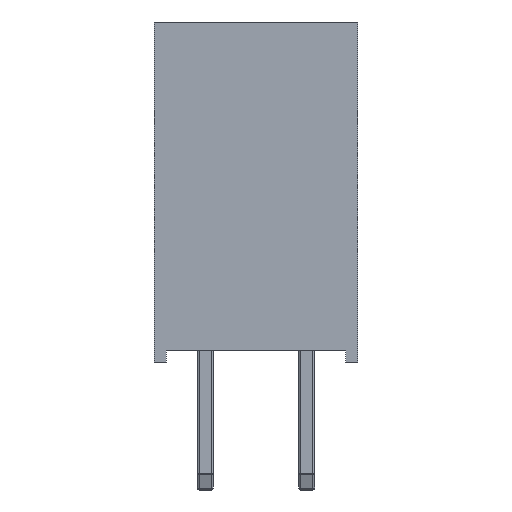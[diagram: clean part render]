
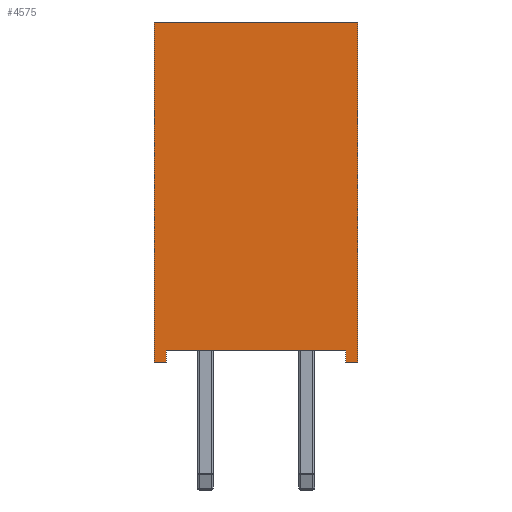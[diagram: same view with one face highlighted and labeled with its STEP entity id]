
A CAD part, left-side view. The second image highlights one B-rep face of the part: STEP entity #4575.
In plain terms, the highlighted planar face has unit normal (-1, 0, 0).
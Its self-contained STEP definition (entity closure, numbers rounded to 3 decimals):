
#602=FACE_OUTER_BOUND('',#892,.T.);
#892=EDGE_LOOP('',(#2952,#2953,#2954,#2955,#2956,#2957,#2958,#2959));
#1214=LINE('',#7118,#1562);
#1215=LINE('',#7121,#1563);
#1217=LINE('',#7125,#1565);
#1218=LINE('',#7127,#1566);
#1219=LINE('',#7129,#1567);
#1220=LINE('',#7131,#1568);
#1221=LINE('',#7133,#1569);
#1222=LINE('',#7134,#1570);
#1562=VECTOR('',#5551,10.);
#1563=VECTOR('',#5554,10.);
#1565=VECTOR('',#5558,10.);
#1566=VECTOR('',#5559,10.);
#1567=VECTOR('',#5560,10.);
#1568=VECTOR('',#5561,10.);
#1569=VECTOR('',#5562,10.);
#1570=VECTOR('',#5563,10.);
#1908=VERTEX_POINT('',#7114);
#1909=VERTEX_POINT('',#7116);
#1910=VERTEX_POINT('',#7120);
#1911=VERTEX_POINT('',#7124);
#1912=VERTEX_POINT('',#7126);
#1913=VERTEX_POINT('',#7128);
#1914=VERTEX_POINT('',#7130);
#1915=VERTEX_POINT('',#7132);
#2286=EDGE_CURVE('',#1908,#1909,#1214,.T.);
#2287=EDGE_CURVE('',#1910,#1908,#1215,.T.);
#2289=EDGE_CURVE('',#1909,#1911,#1217,.T.);
#2290=EDGE_CURVE('',#1911,#1912,#1218,.T.);
#2291=EDGE_CURVE('',#1912,#1913,#1219,.T.);
#2292=EDGE_CURVE('',#1913,#1914,#1220,.T.);
#2293=EDGE_CURVE('',#1915,#1914,#1221,.T.);
#2294=EDGE_CURVE('',#1910,#1915,#1222,.T.);
#2952=ORIENTED_EDGE('',*,*,#2289,.T.);
#2953=ORIENTED_EDGE('',*,*,#2290,.T.);
#2954=ORIENTED_EDGE('',*,*,#2291,.T.);
#2955=ORIENTED_EDGE('',*,*,#2292,.T.);
#2956=ORIENTED_EDGE('',*,*,#2293,.F.);
#2957=ORIENTED_EDGE('',*,*,#2294,.F.);
#2958=ORIENTED_EDGE('',*,*,#2287,.T.);
#2959=ORIENTED_EDGE('',*,*,#2286,.T.);
#4246=PLANE('',#4919);
#4575=ADVANCED_FACE('',(#602),#4246,.T.);
#4919=AXIS2_PLACEMENT_3D('',#7123,#5556,#5557);
#5551=DIRECTION('',(0.,0.,1.));
#5554=DIRECTION('',(0.,-1.,0.));
#5556=DIRECTION('center_axis',(-1.,0.,0.));
#5557=DIRECTION('ref_axis',(0.,-1.,0.));
#5558=DIRECTION('',(0.,-1.,0.));
#5559=DIRECTION('',(0.,0.,-1.));
#5560=DIRECTION('',(0.,-1.,0.));
#5561=DIRECTION('',(0.,0.,1.));
#5562=DIRECTION('',(0.,-1.,0.));
#5563=DIRECTION('',(0.,0.,1.));
#7114=CARTESIAN_POINT('',(-1.27,3.51,0.));
#7116=CARTESIAN_POINT('',(-1.27,3.51,0.3));
#7118=CARTESIAN_POINT('',(-1.27,3.51,0.));
#7120=CARTESIAN_POINT('',(-1.27,3.81,0.));
#7121=CARTESIAN_POINT('',(-1.27,3.81,0.));
#7123=CARTESIAN_POINT('Origin',(-1.27,1.27,0.));
#7124=CARTESIAN_POINT('',(-1.27,-0.97,0.3));
#7125=CARTESIAN_POINT('',(-1.27,1.27,0.3));
#7126=CARTESIAN_POINT('',(-1.27,-0.97,0.));
#7127=CARTESIAN_POINT('',(-1.27,-0.97,0.));
#7128=CARTESIAN_POINT('',(-1.27,-1.27,0.));
#7129=CARTESIAN_POINT('',(-1.27,1.27,0.));
#7130=CARTESIAN_POINT('',(-1.27,-1.27,8.5));
#7131=CARTESIAN_POINT('',(-1.27,-1.27,0.));
#7132=CARTESIAN_POINT('',(-1.27,3.81,8.5));
#7133=CARTESIAN_POINT('',(-1.27,3.81,8.5));
#7134=CARTESIAN_POINT('',(-1.27,3.81,0.));
